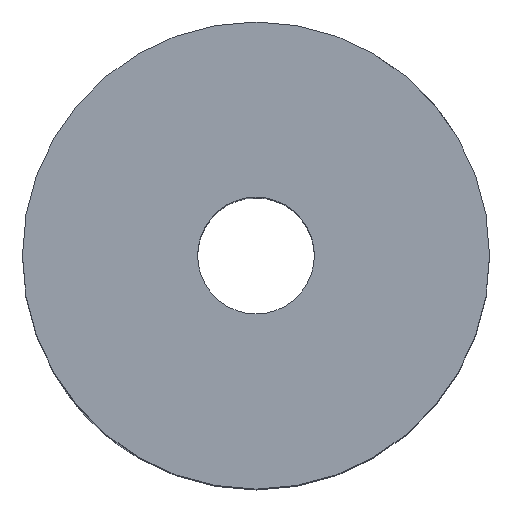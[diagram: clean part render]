
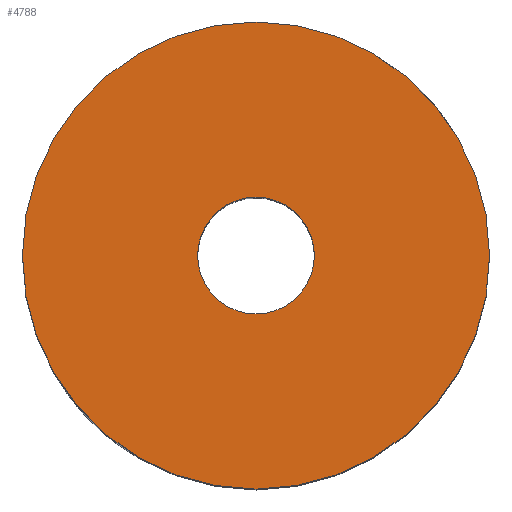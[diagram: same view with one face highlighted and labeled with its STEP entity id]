
A CAD part, top view. The second image highlights one B-rep face of the part: STEP entity #4788.
In plain terms, the highlighted planar face has unit normal (0, 0, 1).
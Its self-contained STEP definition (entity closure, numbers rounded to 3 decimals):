
#49 = EDGE_LOOP ( 'NONE', ( #381, #382 ) ) ;
#57 = EDGE_LOOP ( 'NONE', ( #383, #384 ) ) ;
#381 = ORIENTED_EDGE ( 'NONE', *, *, #4810, .F. ) ;
#382 = ORIENTED_EDGE ( 'NONE', *, *, #902, .F. ) ;
#383 = ORIENTED_EDGE ( 'NONE', *, *, #900, .T. ) ;
#384 = ORIENTED_EDGE ( 'NONE', *, *, #4815, .T. ) ;
#526 = VERTEX_POINT ( 'NONE', #1213 ) ;
#549 = VERTEX_POINT ( 'NONE', #1254 ) ;
#557 = VERTEX_POINT ( 'NONE', #1270 ) ;
#559 = VERTEX_POINT ( 'NONE', #1274 ) ;
#900 = EDGE_CURVE ( 'NONE', #559, #557, #2635, .T. ) ;
#902 = EDGE_CURVE ( 'NONE', #526, #549, #2637, .T. ) ;
#1213 = CARTESIAN_POINT ( 'NONE',  ( 10., 0., 22. ) ) ;
#1254 = CARTESIAN_POINT ( 'NONE',  ( -10., 0., 22. ) ) ;
#1270 = CARTESIAN_POINT ( 'NONE',  ( 2.5, 0., 22. ) ) ;
#1274 = CARTESIAN_POINT ( 'NONE',  ( -2.5, 0., 22. ) ) ;
#2214 = CARTESIAN_POINT ( 'NONE',  ( 0., 0., 22. ) ) ;
#2215 = DIRECTION ( 'NONE',  ( 0., 0., -1. ) ) ;
#2216 = DIRECTION ( 'NONE',  ( -1., 0., 0. ) ) ;
#2218 = CARTESIAN_POINT ( 'NONE',  ( 0., 0., 22. ) ) ;
#2219 = DIRECTION ( 'NONE',  ( 0., 0., -1. ) ) ;
#2220 = DIRECTION ( 'NONE',  ( -1., 0., 0. ) ) ;
#2635 = CIRCLE ( 'NONE', #2638, 2.5 ) ;
#2637 = CIRCLE ( 'NONE', #2640, 10. ) ;
#2638 = AXIS2_PLACEMENT_3D ( 'NONE', #2214, #2215, #2216 ) ;
#2640 = AXIS2_PLACEMENT_3D ( 'NONE', #2218, #2219, #2220 ) ;
#4135 = AXIS2_PLACEMENT_3D ( 'NONE', #4313, #4312, #4319 ) ;
#4152 = CIRCLE ( 'NONE', #4154, 10. ) ;
#4154 = AXIS2_PLACEMENT_3D ( 'NONE', #4415, #4416, #4417 ) ;
#4156 = CIRCLE ( 'NONE', #4158, 2.5 ) ;
#4158 = AXIS2_PLACEMENT_3D ( 'NONE', #4475, #4476, #4477 ) ;
#4312 = DIRECTION ( 'NONE',  ( 0., 0., -1. ) ) ;
#4313 = CARTESIAN_POINT ( 'NONE',  ( 2.5, 0., 22. ) ) ;
#4314 = FACE_OUTER_BOUND ( 'NONE', #49, .T. ) ;
#4316 = FACE_BOUND ( 'NONE', #57, .T. ) ;
#4317 = PLANE ( 'NONE',  #4135 ) ;
#4319 = DIRECTION ( 'NONE',  ( -1., 0., 0. ) ) ;
#4415 = CARTESIAN_POINT ( 'NONE',  ( 0., 0., 22. ) ) ;
#4416 = DIRECTION ( 'NONE',  ( 0., 0., -1. ) ) ;
#4417 = DIRECTION ( 'NONE',  ( -1., 0., 0. ) ) ;
#4475 = CARTESIAN_POINT ( 'NONE',  ( 0., 0., 22. ) ) ;
#4476 = DIRECTION ( 'NONE',  ( 0., 0., -1. ) ) ;
#4477 = DIRECTION ( 'NONE',  ( -1., 0., 0. ) ) ;
#4788 = ADVANCED_FACE ( 'NONE', ( #4314, #4316 ), #4317, .F. ) ;
#4810 = EDGE_CURVE ( 'NONE', #549, #526, #4152, .T. ) ;
#4815 = EDGE_CURVE ( 'NONE', #557, #559, #4156, .T. ) ;
